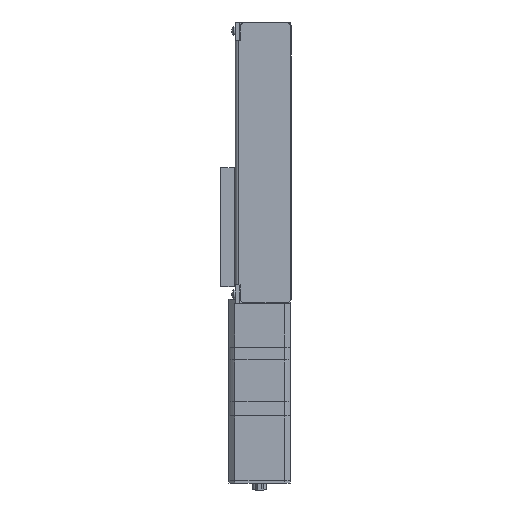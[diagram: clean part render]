
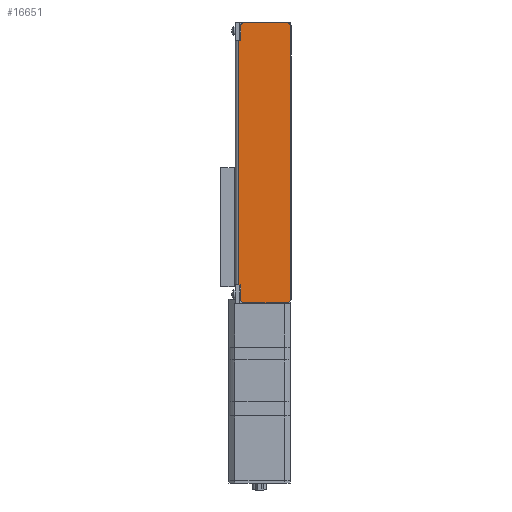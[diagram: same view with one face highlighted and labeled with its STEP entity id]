
A CAD part, left-side view. The second image highlights one B-rep face of the part: STEP entity #16651.
In plain terms, the highlighted planar face has unit normal (-1, 0, 0).
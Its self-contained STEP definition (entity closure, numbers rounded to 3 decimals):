
#135 = DIRECTION ( 'NONE',  ( 0., 0., 1. ) ) ;
#278 = CARTESIAN_POINT ( 'NONE',  ( -51.27, 13., -0.2 ) ) ;
#646 = CARTESIAN_POINT ( 'NONE',  ( -51.27, 14.125, 10. ) ) ;
#932 = DIRECTION ( 'NONE',  ( 0., 0., 1. ) ) ;
#944 = EDGE_CURVE ( 'NONE', #14921, #4848, #22077, .T. ) ;
#1169 = ORIENTED_EDGE ( 'NONE', *, *, #4231, .T. ) ;
#1207 = VECTOR ( 'NONE', #13128, 1000. ) ;
#1381 = EDGE_CURVE ( 'NONE', #19752, #4015, #20877, .T. ) ;
#1605 = EDGE_CURVE ( 'NONE', #13179, #19336, #3697, .T. ) ;
#2260 = EDGE_LOOP ( 'NONE', ( #6540, #8773, #22246, #6087, #14729, #2731, #18109, #19795, #1169, #13990, #13435, #13185 ) ) ;
#2596 = LINE ( 'NONE', #8128, #1207 ) ;
#2731 = ORIENTED_EDGE ( 'NONE', *, *, #10744, .T. ) ;
#2907 = DIRECTION ( 'NONE',  ( -1., 0., 0. ) ) ;
#2956 = CARTESIAN_POINT ( 'NONE',  ( -51.27, -19., 189.2 ) ) ;
#3257 = LINE ( 'NONE', #6282, #9749 ) ;
#3605 = LINE ( 'NONE', #10643, #12730 ) ;
#3697 = CIRCLE ( 'NONE', #21081, 2. ) ;
#3728 = VERTEX_POINT ( 'NONE', #2956 ) ;
#3904 = DIRECTION ( 'NONE',  ( 0., 0., 1. ) ) ;
#4015 = VERTEX_POINT ( 'NONE', #278 ) ;
#4231 = EDGE_CURVE ( 'NONE', #19336, #22119, #9733, .T. ) ;
#4547 = VECTOR ( 'NONE', #8005, 1000. ) ;
#4848 = VERTEX_POINT ( 'NONE', #15861 ) ;
#5101 = CARTESIAN_POINT ( 'NONE',  ( -51.27, 16.625, 177. ) ) ;
#5617 = EDGE_CURVE ( 'NONE', #4015, #14921, #15714, .T. ) ;
#5953 = PLANE ( 'NONE',  #10145 ) ;
#6087 = ORIENTED_EDGE ( 'NONE', *, *, #22606, .T. ) ;
#6264 = CARTESIAN_POINT ( 'NONE',  ( -51.27, 13., 189.2 ) ) ;
#6282 = CARTESIAN_POINT ( 'NONE',  ( -51.27, 14.125, -2.2 ) ) ;
#6401 = CIRCLE ( 'NONE', #21954, 2. ) ;
#6540 = ORIENTED_EDGE ( 'NONE', *, *, #1381, .T. ) ;
#6949 = CARTESIAN_POINT ( 'NONE',  ( -51.27, 11., 189.2 ) ) ;
#8005 = DIRECTION ( 'NONE',  ( 0., 0., -1. ) ) ;
#8090 = VECTOR ( 'NONE', #8226, 1000. ) ;
#8128 = CARTESIAN_POINT ( 'NONE',  ( -51.27, 16.625, 10. ) ) ;
#8225 = CARTESIAN_POINT ( 'NONE',  ( -51.27, 14.125, 189.2 ) ) ;
#8226 = DIRECTION ( 'NONE',  ( 0., 0., -1. ) ) ;
#8420 = DIRECTION ( 'NONE',  ( 0., 0., 1. ) ) ;
#8616 = VECTOR ( 'NONE', #16597, 1000. ) ;
#8773 = ORIENTED_EDGE ( 'NONE', *, *, #5617, .T. ) ;
#9121 = DIRECTION ( 'NONE',  ( 0., 1., 0. ) ) ;
#9443 = CARTESIAN_POINT ( 'NONE',  ( -51.27, -21., 187.2 ) ) ;
#9567 = CARTESIAN_POINT ( 'NONE',  ( -51.27, 11., 187.2 ) ) ;
#9594 = LINE ( 'NONE', #8225, #8616 ) ;
#9733 = LINE ( 'NONE', #6264, #4547 ) ;
#9749 = VECTOR ( 'NONE', #17528, 1000. ) ;
#9823 = EDGE_CURVE ( 'NONE', #11406, #19752, #2596, .T. ) ;
#10124 = DIRECTION ( 'NONE',  ( 0., -1., 0. ) ) ;
#10145 = AXIS2_PLACEMENT_3D ( 'NONE', #14549, #19985, #3904 ) ;
#10177 = DIRECTION ( 'NONE',  ( 0., 0., 1. ) ) ;
#10236 = EDGE_CURVE ( 'NONE', #13179, #3728, #9594, .T. ) ;
#10643 = CARTESIAN_POINT ( 'NONE',  ( -51.27, -21., -2.2 ) ) ;
#10744 = EDGE_CURVE ( 'NONE', #11058, #3728, #6401, .T. ) ;
#10865 = LINE ( 'NONE', #5101, #16001 ) ;
#11058 = VERTEX_POINT ( 'NONE', #9443 ) ;
#11405 = CARTESIAN_POINT ( 'NONE',  ( -51.27, 11., -2.2 ) ) ;
#11406 = VERTEX_POINT ( 'NONE', #646 ) ;
#12730 = VECTOR ( 'NONE', #17748, 1000. ) ;
#13128 = DIRECTION ( 'NONE',  ( 0., -1., 0. ) ) ;
#13179 = VERTEX_POINT ( 'NONE', #6949 ) ;
#13185 = ORIENTED_EDGE ( 'NONE', *, *, #9823, .T. ) ;
#13435 = ORIENTED_EDGE ( 'NONE', *, *, #14136, .F. ) ;
#13474 = AXIS2_PLACEMENT_3D ( 'NONE', #20988, #19152, #135 ) ;
#13646 = DIRECTION ( 'NONE',  ( -1., 0., 0. ) ) ;
#13690 = CARTESIAN_POINT ( 'NONE',  ( -51.27, 13., 177. ) ) ;
#13990 = ORIENTED_EDGE ( 'NONE', *, *, #22819, .T. ) ;
#14136 = EDGE_CURVE ( 'NONE', #11406, #17038, #3257, .T. ) ;
#14516 = CARTESIAN_POINT ( 'NONE',  ( -51.27, 14.125, 177. ) ) ;
#14549 = CARTESIAN_POINT ( 'NONE',  ( -51.27, 14.125, -2.2 ) ) ;
#14729 = ORIENTED_EDGE ( 'NONE', *, *, #16010, .T. ) ;
#14921 = VERTEX_POINT ( 'NONE', #11405 ) ;
#15714 = CIRCLE ( 'NONE', #13474, 2. ) ;
#15861 = CARTESIAN_POINT ( 'NONE',  ( -51.27, -19., -2.2 ) ) ;
#16001 = VECTOR ( 'NONE', #9121, 1000. ) ;
#16010 = EDGE_CURVE ( 'NONE', #20390, #11058, #3605, .T. ) ;
#16412 = FACE_OUTER_BOUND ( 'NONE', #2260, .T. ) ;
#16597 = DIRECTION ( 'NONE',  ( 0., -1., 0. ) ) ;
#16632 = CARTESIAN_POINT ( 'NONE',  ( -51.27, -21., -0.2 ) ) ;
#16651 = ADVANCED_FACE ( 'NONE', ( #16412 ), #5953, .T. ) ;
#16776 = CARTESIAN_POINT ( 'NONE',  ( -51.27, 14.125, -2.2 ) ) ;
#17038 = VERTEX_POINT ( 'NONE', #14516 ) ;
#17488 = CIRCLE ( 'NONE', #22247, 2. ) ;
#17528 = DIRECTION ( 'NONE',  ( 0., 0., 1. ) ) ;
#17748 = DIRECTION ( 'NONE',  ( 0., 0., 1. ) ) ;
#18109 = ORIENTED_EDGE ( 'NONE', *, *, #10236, .F. ) ;
#18542 = DIRECTION ( 'NONE',  ( -1., 0., 0. ) ) ;
#18804 = CARTESIAN_POINT ( 'NONE',  ( -51.27, 13., 10. ) ) ;
#19152 = DIRECTION ( 'NONE',  ( -1., 0., 0. ) ) ;
#19273 = CARTESIAN_POINT ( 'NONE',  ( -51.27, 13., 10. ) ) ;
#19336 = VERTEX_POINT ( 'NONE', #19750 ) ;
#19750 = CARTESIAN_POINT ( 'NONE',  ( -51.27, 13., 187.2 ) ) ;
#19752 = VERTEX_POINT ( 'NONE', #19273 ) ;
#19795 = ORIENTED_EDGE ( 'NONE', *, *, #1605, .T. ) ;
#19985 = DIRECTION ( 'NONE',  ( -1., 0., 0. ) ) ;
#20390 = VERTEX_POINT ( 'NONE', #16632 ) ;
#20877 = LINE ( 'NONE', #18804, #8090 ) ;
#20988 = CARTESIAN_POINT ( 'NONE',  ( -51.27, 11., -0.2 ) ) ;
#21081 = AXIS2_PLACEMENT_3D ( 'NONE', #9567, #18542, #932 ) ;
#21743 = VECTOR ( 'NONE', #10124, 1000. ) ;
#21954 = AXIS2_PLACEMENT_3D ( 'NONE', #22451, #13646, #8420 ) ;
#22077 = LINE ( 'NONE', #16776, #21743 ) ;
#22119 = VERTEX_POINT ( 'NONE', #13690 ) ;
#22246 = ORIENTED_EDGE ( 'NONE', *, *, #944, .T. ) ;
#22247 = AXIS2_PLACEMENT_3D ( 'NONE', #22579, #2907, #10177 ) ;
#22451 = CARTESIAN_POINT ( 'NONE',  ( -51.27, -19., 187.2 ) ) ;
#22579 = CARTESIAN_POINT ( 'NONE',  ( -51.27, -19., -0.2 ) ) ;
#22606 = EDGE_CURVE ( 'NONE', #4848, #20390, #17488, .T. ) ;
#22819 = EDGE_CURVE ( 'NONE', #22119, #17038, #10865, .T. ) ;
